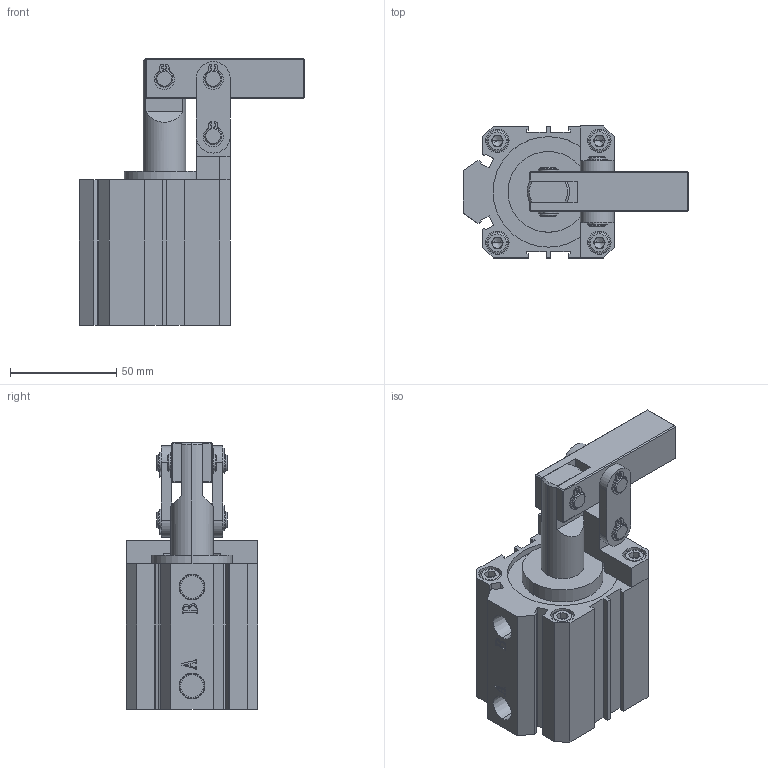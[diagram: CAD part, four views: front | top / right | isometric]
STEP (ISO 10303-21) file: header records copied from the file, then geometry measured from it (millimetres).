
FILE_DESCRIPTION (( 'STEP AP203' ), '1' );
FILE_NAME ('HALC-MS50.STEP', '2022-10-27T06:54:33', ( '微软用户' ), ( '微软中国' ), 'SwSTEP 2.0', 'SolidWorks 2012', '' );
FILE_SCHEMA (( 'CONFIG_CONTROL_DESIGN' ));
Length unit declared in the file: millimetre
Products named in the file (10): HALC-MS50; hexagon socket head cap screws gb_GB_FASTENER_SCREWS_HSHCS M6X10-N; circlips for shaft--type a small gb_GB_CONNECTING_PIECE_RING_RRA 8; HALC-MS50盓傅釱; HALC-MS50酗种; HALC-MS50揤旋; HALC-MS50蟀裝; HALC-MS50活塞杆; HALC-MS50傻种; HALC-MS50掛极
Assembly tree (19 placements, depth 2):
  HALC-MS50
    HALC-MS50掛极
    HALC-MS50傻种
    HALC-MS50活塞杆
    HALC-MS50蟀裝  x2
    HALC-MS50揤旋
    HALC-MS50酗种  x2
    HALC-MS50盓傅釱
    circlips for shaft--type a small gb_GB_CONNECTING_PIECE_RING_RRA 8  x6
    hexagon socket head cap screws gb_GB_FASTENER_SCREWS_HSHCS M6X10-N  x4
Bounding box: 106 x 62 x 125.6 mm (x, y, z)
Volume: 310888.9 mm3; surface area: 65723 mm2
Topology: 19 solids, 19 shells, 547 faces, 1344 edges, 865 vertices
Faces by surface type: plane 287, cylinder 197, cone 39, bspline 16, torus 8
Entity records: 12017 total; most frequent: CARTESIAN_POINT 2574, DIRECTION 1695, ORIENTED_EDGE 1648, EDGE_CURVE 824, AXIS2_PLACEMENT_3D 567, LINE 561, VECTOR 561, VERTEX_POINT 534
